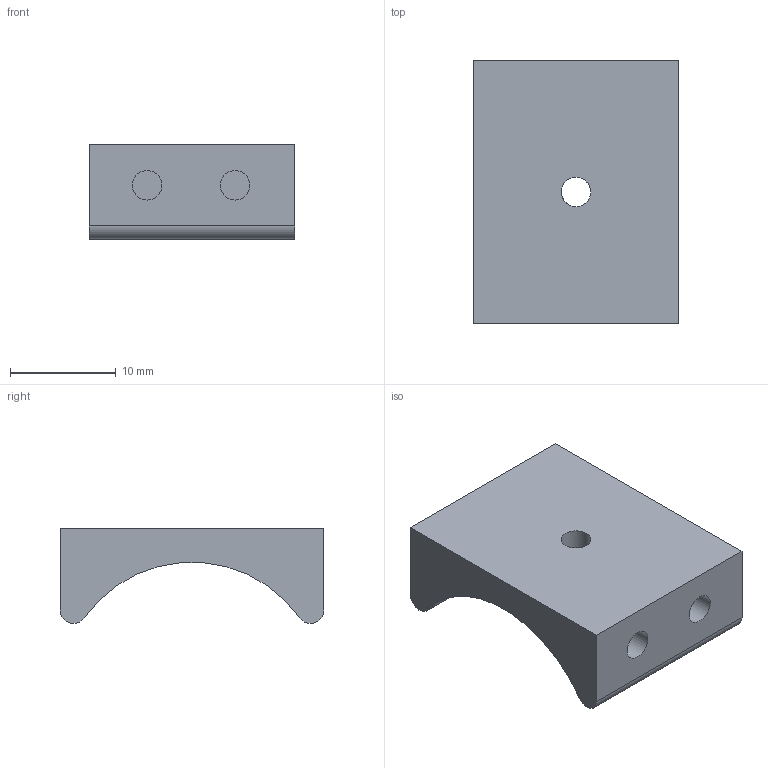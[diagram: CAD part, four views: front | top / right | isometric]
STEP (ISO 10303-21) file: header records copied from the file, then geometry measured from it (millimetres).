
FILE_DESCRIPTION(/* description */ (''),/* implementation_level */ '2;1');
FILE_NAME(/* name */ 'Motor Clamp.step',/* time_stamp */ '2023-03-12T19:36:22-04:00',/* author */ (''),/* organization */ (''),/* preprocessor_version */ 'ST-DEVELOPER v19.2',/* originating_system */ 'Autodesk Translation Framework v11.17.0.187',/* authorisation */ '');
FILE_SCHEMA (('AUTOMOTIVE_DESIGN { 1 0 10303 214 3 1 1 }'));
Length unit declared in the file: inch
Products named in the file (1): Motor Clamp
Bounding box: 19.5 x 25 x 8.97 mm (x, y, z)
Volume: 2577.7 mm3; surface area: 1780.1 mm2
Topology: 1 solids, 1 shells, 17 faces, 34 edges, 23 vertices
Faces by surface type: plane 9, cylinder 8
Full cylindrical faces by diameter (mm): 2.8 x5
Entity records: 527 total; most frequent: CARTESIAN_POINT 109, DIRECTION 83, ORIENTED_EDGE 68, EDGE_CURVE 34, AXIS2_PLACEMENT_3D 33, EDGE_LOOP 23, VERTEX_POINT 23, FACE_OUTER_BOUND 17
